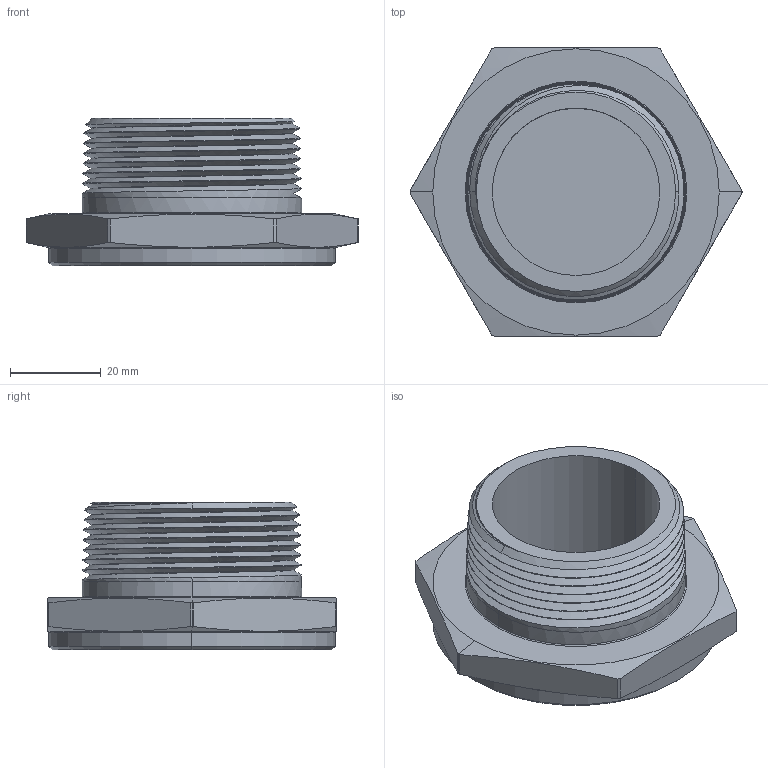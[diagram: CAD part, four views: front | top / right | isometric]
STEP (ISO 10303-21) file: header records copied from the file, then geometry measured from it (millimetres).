
FILE_DESCRIPTION (( 'STEP AP214' ), '1' );
FILE_NAME ('403007.step', '2013-08-19T22:23:51', ( '' ), ( '' ), 'SwSTEP 2.0', 'SolidWorks 2012', '' );
FILE_SCHEMA (( 'AUTOMOTIVE_DESIGN' ));
Length unit declared in the file: inch
Products named in the file (1): 403007
Bounding box: 73.02 x 63.5 x 32.51 mm (x, y, z)
Volume: 45986.1 mm3; surface area: 18494.6 mm2
Topology: 2 solids, 2 shells, 60 faces, 150 edges, 95 vertices
Faces by surface type: cone 24, cylinder 15, plane 14, torus 4, bspline 3
Entity records: 7702 total; most frequent: CARTESIAN_POINT 6240, ORIENTED_EDGE 300, DIRECTION 259, EDGE_CURVE 150, AXIS2_PLACEMENT_3D 105, VERTEX_POINT 95, EDGE_LOOP 63, FACE_OUTER_BOUND 60
